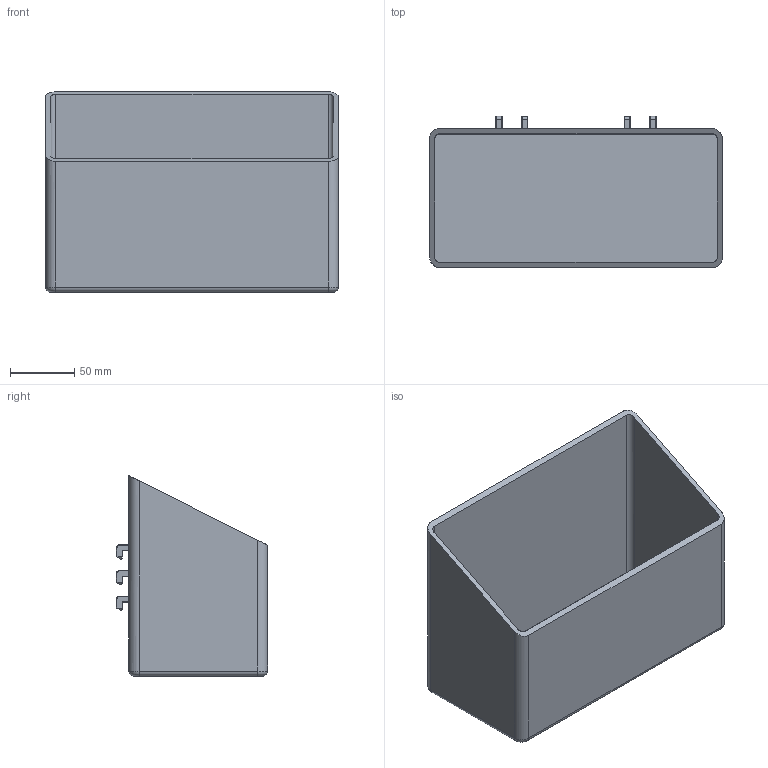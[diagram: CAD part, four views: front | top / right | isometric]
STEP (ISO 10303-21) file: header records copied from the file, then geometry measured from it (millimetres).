
FILE_DESCRIPTION(('Open CASCADE Model'),'2;1');
FILE_NAME('Open CASCADE Shape Model','2025-01-25T22:36:16',('Author'),( 'Open CASCADE'),'Open CASCADE STEP processor 7.7','Open CASCADE 7.7' ,'Unknown');
FILE_SCHEMA(('AUTOMOTIVE_DESIGN { 1 0 10303 214 1 1 1 1 }'));
Length unit declared in the file: millimetre
Products named in the file (1): COMPOUND
Bounding box: 228 x 117.6 x 156 mm (x, y, z)
Volume: 420921 mm3; surface area: 214238.5 mm2
Topology: 7 solids, 7 shells, 189 faces, 430 edges, 256 vertices
Faces by surface type: cylinder 60, plane 59, bspline 48, revolution 18, torus 4
Entity records: 11378 total; most frequent: CARTESIAN_POINT 2718, DIRECTION 1602, LINE 952, VECTOR 952, ORIENTED_EDGE 860, PCURVE 860, DEFINITIONAL_REPRESENTATION 860, EDGE_CURVE 430
